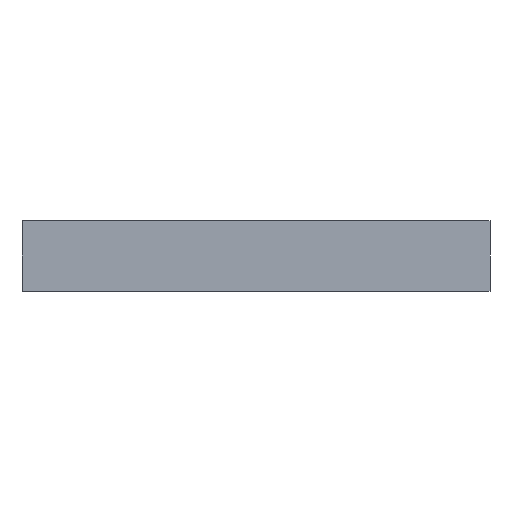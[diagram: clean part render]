
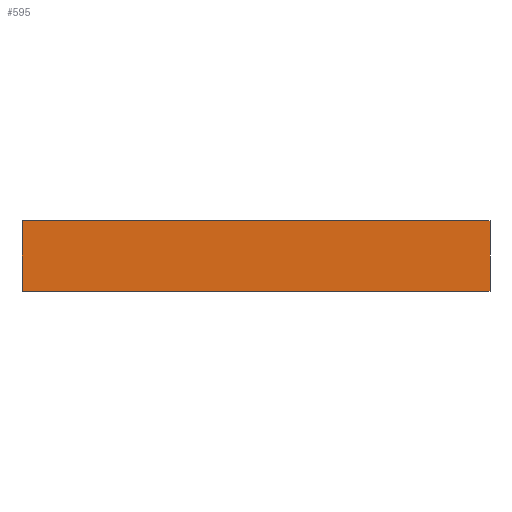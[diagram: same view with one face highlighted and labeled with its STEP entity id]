
A CAD part, front view. The second image highlights one B-rep face of the part: STEP entity #595.
In plain terms, the highlighted planar face has unit normal (0, -1, 0).
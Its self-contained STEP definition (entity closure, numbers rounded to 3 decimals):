
#12 = VECTOR ( 'NONE', #425, 1000. ) ;
#58 = DIRECTION ( 'NONE',  ( 1., 0., 0. ) ) ;
#59 = EDGE_CURVE ( 'NONE', #782, #536, #891, .T. ) ;
#92 = EDGE_CURVE ( 'NONE', #602, #782, #366, .T. ) ;
#112 = VERTEX_POINT ( 'NONE', #295 ) ;
#117 = CARTESIAN_POINT ( 'NONE',  ( -106., -100., 8. ) ) ;
#131 = EDGE_CURVE ( 'NONE', #112, #536, #450, .T. ) ;
#144 = DIRECTION ( 'NONE',  ( 1., 0., 0. ) ) ;
#162 = ORIENTED_EDGE ( 'NONE', *, *, #59, .F. ) ;
#169 = ORIENTED_EDGE ( 'NONE', *, *, #131, .T. ) ;
#194 = CARTESIAN_POINT ( 'NONE',  ( -106., -100., -2. ) ) ;
#251 = EDGE_CURVE ( 'NONE', #112, #602, #817, .T. ) ;
#279 = VECTOR ( 'NONE', #58, 1000. ) ;
#286 = CARTESIAN_POINT ( 'NONE',  ( -53., -100., 8. ) ) ;
#295 = CARTESIAN_POINT ( 'NONE',  ( -106., -100., 0. ) ) ;
#330 = DIRECTION ( 'NONE',  ( 0., 1., 0. ) ) ;
#335 = DIRECTION ( 'NONE',  ( 0., 0., 1. ) ) ;
#366 = LINE ( 'NONE', #498, #279 ) ;
#425 = DIRECTION ( 'NONE',  ( 0., 0., 1. ) ) ;
#445 = CARTESIAN_POINT ( 'NONE',  ( -53., -100., 8. ) ) ;
#450 = LINE ( 'NONE', #826, #516 ) ;
#492 = FACE_OUTER_BOUND ( 'NONE', #972, .T. ) ;
#494 = ORIENTED_EDGE ( 'NONE', *, *, #92, .F. ) ;
#498 = CARTESIAN_POINT ( 'NONE',  ( -110., -100., 8. ) ) ;
#509 = DIRECTION ( 'NONE',  ( 0., 0., -1. ) ) ;
#516 = VECTOR ( 'NONE', #144, 1000. ) ;
#536 = VERTEX_POINT ( 'NONE', #944 ) ;
#595 = ADVANCED_FACE ( 'NONE', ( #492 ), #621, .F. ) ;
#602 = VERTEX_POINT ( 'NONE', #117 ) ;
#621 = PLANE ( 'NONE',  #724 ) ;
#638 = ORIENTED_EDGE ( 'NONE', *, *, #251, .F. ) ;
#712 = CARTESIAN_POINT ( 'NONE',  ( -110., -100., 8. ) ) ;
#724 = AXIS2_PLACEMENT_3D ( 'NONE', #712, #330, #335 ) ;
#782 = VERTEX_POINT ( 'NONE', #445 ) ;
#790 = VECTOR ( 'NONE', #509, 1000. ) ;
#817 = LINE ( 'NONE', #194, #12 ) ;
#826 = CARTESIAN_POINT ( 'NONE',  ( -110., -100., 0. ) ) ;
#891 = LINE ( 'NONE', #286, #790 ) ;
#944 = CARTESIAN_POINT ( 'NONE',  ( -53., -100., 0. ) ) ;
#972 = EDGE_LOOP ( 'NONE', ( #494, #638, #169, #162 ) ) ;
